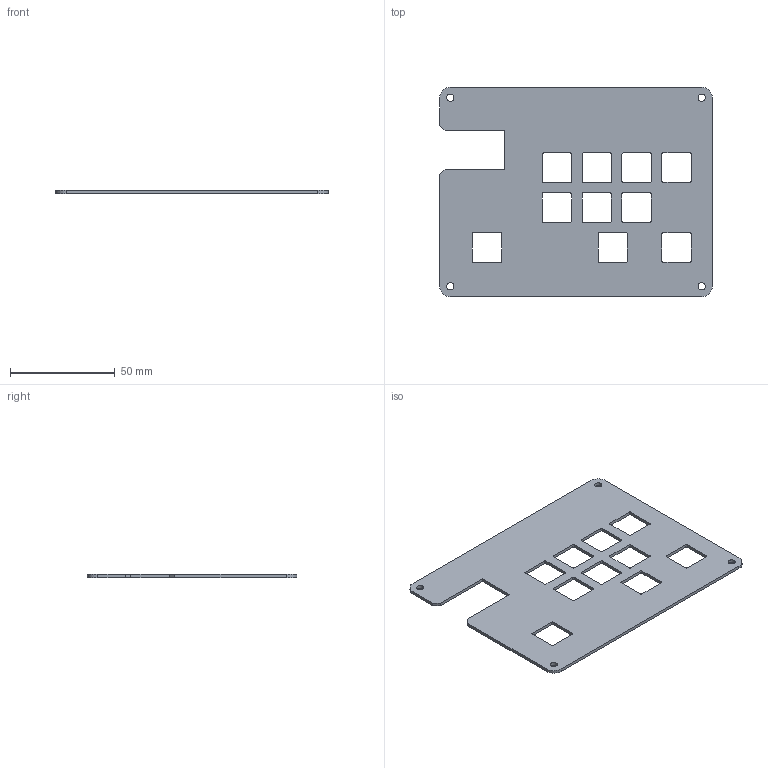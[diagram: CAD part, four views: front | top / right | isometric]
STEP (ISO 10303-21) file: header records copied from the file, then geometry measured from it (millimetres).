
FILE_DESCRIPTION(/* description */ (''),/* implementation_level */ '2;1');
FILE_NAME(/* name */ 'Bob''s Mini-Keyboard Frontside V1.2.step',/* time_stamp */ '2025-12-24T17:11:08+10:00',/* author */ (''),/* organization */ (''),/* preprocessor_version */ 'ST-DEVELOPER v20.1',/* originating_system */ 'Autodesk Translation Framework v14.21.0.0',/* authorisation */ '');
FILE_SCHEMA (('AUTOMOTIVE_DESIGN { 1 0 10303 214 3 1 1 }'));
Length unit declared in the file: millimetre
Products named in the file (1): 2025-12-15-17-24-38-973
Bounding box: 130 x 100 x 1.5 mm (x, y, z)
Volume: 15606.9 mm3; surface area: 22466.2 mm2
Topology: 1 solids, 1 shells, 100 faces, 294 edges, 196 vertices
Faces by surface type: plane 52, cylinder 48
Full cylindrical faces by diameter (mm): 3.4 x4
Entity records: 3443 total; most frequent: DIRECTION 592, CARTESIAN_POINT 591, ORIENTED_EDGE 588, EDGE_CURVE 294, LINE 198, VECTOR 198, AXIS2_PLACEMENT_3D 197, VERTEX_POINT 196
